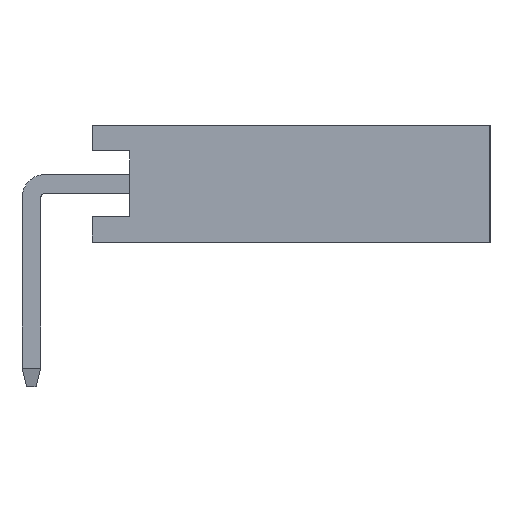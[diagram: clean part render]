
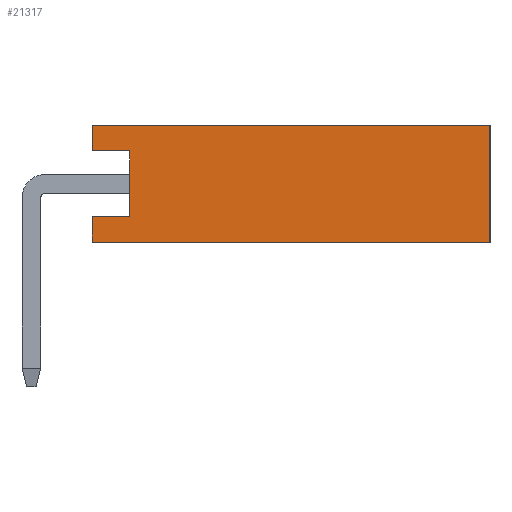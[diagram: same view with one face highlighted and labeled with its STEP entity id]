
A CAD part, left-side view. The second image highlights one B-rep face of the part: STEP entity #21317.
In plain terms, the highlighted planar face has unit normal (-1, 0, 0).
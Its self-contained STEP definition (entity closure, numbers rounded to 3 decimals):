
#3816=ORIENTED_EDGE('',*,*,#6588,.F.);
#3817=ORIENTED_EDGE('',*,*,#6063,.F.);
#3818=ORIENTED_EDGE('',*,*,#6058,.F.);
#3819=ORIENTED_EDGE('',*,*,#6055,.T.);
#3820=ORIENTED_EDGE('',*,*,#6054,.T.);
#3821=ORIENTED_EDGE('',*,*,#6049,.F.);
#3822=ORIENTED_EDGE('',*,*,#6593,.F.);
#3823=ORIENTED_EDGE('',*,*,#6595,.F.);
#6049=EDGE_CURVE('',#7734,#7736,#9419,.T.);
#6054=EDGE_CURVE('',#7739,#7736,#9424,.T.);
#6055=EDGE_CURVE('',#7740,#7739,#9425,.T.);
#6058=EDGE_CURVE('',#7740,#7742,#9428,.T.);
#6063=EDGE_CURVE('',#7742,#7744,#9433,.T.);
#6588=EDGE_CURVE('',#7744,#8098,#9890,.T.);
#6593=EDGE_CURVE('',#8101,#7734,#9895,.T.);
#6595=EDGE_CURVE('',#8098,#8101,#9897,.T.);
#7734=VERTEX_POINT('',#29932);
#7736=VERTEX_POINT('',#29935);
#7739=VERTEX_POINT('',#29942);
#7740=VERTEX_POINT('',#29947);
#7742=VERTEX_POINT('',#29953);
#7744=VERTEX_POINT('',#29959);
#8098=VERTEX_POINT('',#31015);
#8101=VERTEX_POINT('',#31025);
#9419=LINE('',#29934,#11369);
#9424=LINE('',#29944,#11374);
#9425=LINE('',#29946,#11375);
#9428=LINE('',#29952,#11378);
#9433=LINE('',#29962,#11383);
#9890=LINE('',#31014,#11840);
#9895=LINE('',#31024,#11845);
#9897=LINE('',#31028,#11847);
#11369=VECTOR('',#24779,1000.);
#11374=VECTOR('',#24786,1000.);
#11375=VECTOR('',#24789,1000.);
#11378=VECTOR('',#24794,1000.);
#11383=VECTOR('',#24801,1000.);
#11840=VECTOR('',#25744,1000.);
#11845=VECTOR('',#25753,1000.);
#11847=VECTOR('',#25757,1000.);
#12809=EDGE_LOOP('',(#3816,#3817,#3818,#3819,#3820,#3821,#3822,#3823));
#13701=FACE_BOUND('',#12809,.T.);
#14469=PLANE('',#22284);
#21317=ADVANCED_FACE('',(#13701),#14469,.F.);
#22284=AXIS2_PLACEMENT_3D('',#31027,#25755,#25756);
#24779=DIRECTION('',(0.,1.,0.));
#24786=DIRECTION('',(0.,0.,-1.));
#24789=DIRECTION('',(0.,1.,0.));
#24794=DIRECTION('',(0.,0.,-1.));
#24801=DIRECTION('',(0.,1.,0.));
#25744=DIRECTION('',(0.,0.,1.));
#25753=DIRECTION('',(0.,0.,-1.));
#25755=DIRECTION('',(1.,0.,0.));
#25756=DIRECTION('',(0.,0.,-1.));
#25757=DIRECTION('',(0.,1.,0.));
#29932=CARTESIAN_POINT('',(-23.11,0.7,-4.25));
#29934=CARTESIAN_POINT('',(-23.11,-1.25,-4.25));
#29935=CARTESIAN_POINT('',(-23.11,1.25,-4.25));
#29942=CARTESIAN_POINT('',(-23.11,1.25,4.25));
#29944=CARTESIAN_POINT('',(-23.11,1.25,4.25));
#29946=CARTESIAN_POINT('',(-23.11,-1.25,4.25));
#29947=CARTESIAN_POINT('',(-23.11,-1.25,4.25));
#29952=CARTESIAN_POINT('',(-23.11,-1.25,4.25));
#29953=CARTESIAN_POINT('',(-23.11,-1.25,-4.25));
#29959=CARTESIAN_POINT('',(-23.11,-0.7,-4.25));
#29962=CARTESIAN_POINT('',(-23.11,-1.25,-4.25));
#31014=CARTESIAN_POINT('',(-23.11,-0.7,4.25));
#31015=CARTESIAN_POINT('',(-23.11,-0.7,-3.45));
#31024=CARTESIAN_POINT('',(-23.11,0.7,4.25));
#31025=CARTESIAN_POINT('',(-23.11,0.7,-3.45));
#31027=CARTESIAN_POINT('',(-23.11,-1.25,4.25));
#31028=CARTESIAN_POINT('',(-23.11,-1.25,-3.45));
